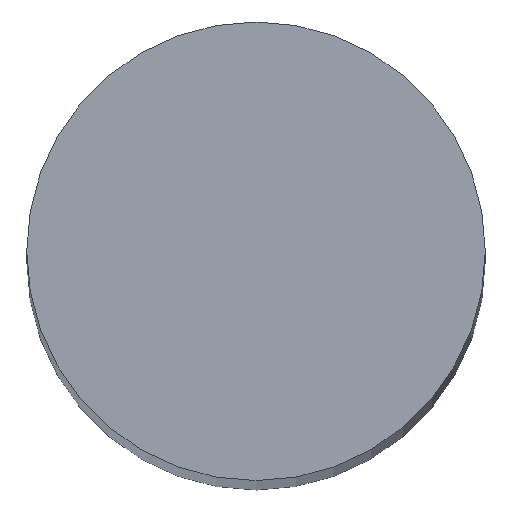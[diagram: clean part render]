
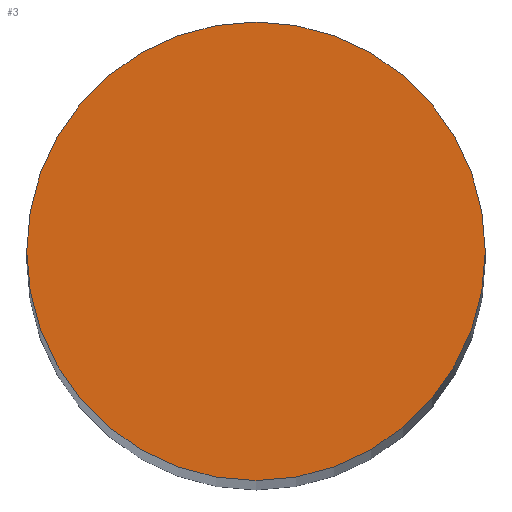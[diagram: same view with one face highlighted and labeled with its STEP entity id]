
A CAD part, top view. The second image highlights one B-rep face of the part: STEP entity #3.
In plain terms, the highlighted free-form (B-spline) face has degree [1, 1] with [2, 2] control points.
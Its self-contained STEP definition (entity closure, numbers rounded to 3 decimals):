
#3 = ADVANCED_FACE('', (#4), #15, .T.);
#4 = FACE_OUTER_BOUND('', #5, .T.);
#5 = EDGE_LOOP('', (#6));
#6 = ORIENTED_EDGE('', *, *, #7, .F.);
#7 = EDGE_CURVE('', #8, #8, #10, .T.);
#8 = VERTEX_POINT('', #9);
#9 = CARTESIAN_POINT('', (-1.588, 0., 0.));
#10 = CIRCLE('', #11, 1.588);
#11 = AXIS2_PLACEMENT_3D('', #12, #13, #14);
#12 = CARTESIAN_POINT('', (0., 0., 0.));
#13 = DIRECTION('', (0., 0., -1.));
#14 = DIRECTION('', (-1., 0., 0.));
#15 = B_SPLINE_SURFACE_WITH_KNOTS('', 1, 1, ((#16, #17), (#18, #19)), .UNSPECIFIED., .F., .F., .U., (2, 2), (2, 2), (-1.589, 1.589), (-1.589, 1.589), .UNSPECIFIED.);
#16 = CARTESIAN_POINT('', (-1.589, -1.589, 0.));
#17 = CARTESIAN_POINT('', (-1.589, 1.589, 0.));
#18 = CARTESIAN_POINT('', (1.589, -1.589, 0.));
#19 = CARTESIAN_POINT('', (1.589, 1.589, 0.));
